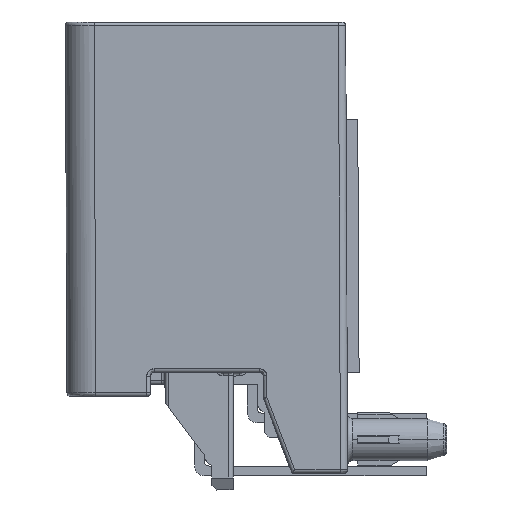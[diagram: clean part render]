
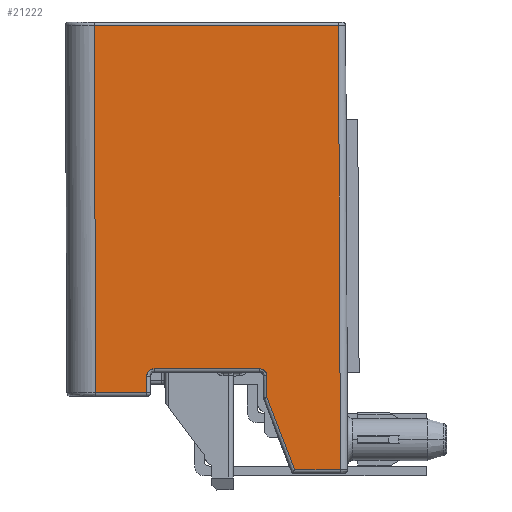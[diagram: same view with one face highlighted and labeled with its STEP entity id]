
A CAD part, left-side view. The second image highlights one B-rep face of the part: STEP entity #21222.
In plain terms, the highlighted planar face has unit normal (-1, 0, -0.004).
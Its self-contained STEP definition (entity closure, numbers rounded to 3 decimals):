
#1075=DIRECTION('',(-0.004,0.004,1.));
#1076=VECTOR('',#1075,18.5);
#1077=CARTESIAN_POINT('',(-11.234,-3.518,
-8.92));
#1078=LINE('',#1077,#1076);
#1079=DIRECTION('',(0.004,-0.359,-0.933));
#1080=VECTOR('',#1079,3.224);
#1081=CARTESIAN_POINT('',(-11.247,-0.453,
-5.911));
#1082=LINE('',#1081,#1080);
#1083=CARTESIAN_POINT('',(-11.252,-0.15,
-4.72));
#1084=CARTESIAN_POINT('',(-11.252,-0.182,
-4.72));
#1085=CARTESIAN_POINT('',(-11.252,-0.244,
-4.73));
#1086=CARTESIAN_POINT('',(-11.252,-0.329,
-4.773));
#1087=CARTESIAN_POINT('',(-11.251,-0.396,
-4.839));
#1088=CARTESIAN_POINT('',(-11.251,-0.44,
-4.925));
#1089=CARTESIAN_POINT('',(-11.251,-0.449,
-4.985));
#1090=CARTESIAN_POINT('',(-11.251,-0.45,
-5.019));
#1092=DIRECTION('',(0.004,-0.004,-1.));
#1093=VECTOR('',#1092,15.3);
#1094=CARTESIAN_POINT('',(-11.314,6.743,9.58));
#1095=LINE('',#1094,#1093);
#3748=DIRECTION('',(0.,1.,0.));
#3749=VECTOR('',#3748,2.13);
#3750=CARTESIAN_POINT('',(-11.248,4.546,
-5.72));
#3751=LINE('',#3750,#3749);
#3771=DIRECTION('',(0.004,0.,-1.));
#3772=VECTOR('',#3771,0.7);
#3773=CARTESIAN_POINT('',(-11.251,4.546,
-5.02));
#3774=LINE('',#3773,#3772);
#3779=CARTESIAN_POINT('',(-11.252,4.246,
-4.72));
#3780=CARTESIAN_POINT('',(-11.252,4.279,
-4.72));
#3781=CARTESIAN_POINT('',(-11.252,4.34,
-4.73));
#3782=CARTESIAN_POINT('',(-11.252,4.426,
-4.773));
#3783=CARTESIAN_POINT('',(-11.251,4.493,
-4.84));
#3784=CARTESIAN_POINT('',(-11.251,4.537,
-4.926));
#3785=CARTESIAN_POINT('',(-11.251,4.546,
-4.987));
#3786=CARTESIAN_POINT('',(-11.251,4.546,
-5.02));
#3802=DIRECTION('',(0.,1.,0.));
#3803=VECTOR('',#3802,4.396);
#3804=CARTESIAN_POINT('',(-11.252,-0.15,
-4.72));
#3805=LINE('',#3804,#3803);
#3820=DIRECTION('',(-0.004,0.003,1.));
#3821=VECTOR('',#3820,0.891);
#3822=CARTESIAN_POINT('',(-11.247,-0.453,
-5.911));
#3823=LINE('',#3822,#3821);
#4074=DIRECTION('',(0.,1.,0.));
#4075=VECTOR('',#4074,1.907);
#4076=CARTESIAN_POINT('',(-11.234,-3.518,
-8.92));
#4077=LINE('',#4076,#4075);
#12319=DIRECTION('',(0.,-1.,0.));
#12320=VECTOR('',#12319,10.18);
#12321=CARTESIAN_POINT('',(-11.314,6.743,
9.58));
#12322=LINE('',#12321,#12320);
#17519=CARTESIAN_POINT('',(-11.234,-3.518,
-8.92));
#17520=CARTESIAN_POINT('',(-11.314,-3.437,
9.58));
#17521=VERTEX_POINT('',#17519);
#17522=VERTEX_POINT('',#17520);
#17523=CARTESIAN_POINT('',(-11.314,6.743,
9.58));
#17524=VERTEX_POINT('',#17523);
#17525=CARTESIAN_POINT('',(-11.248,6.677,
-5.72));
#17526=VERTEX_POINT('',#17525);
#17527=CARTESIAN_POINT('',(-11.248,4.546,
-5.72));
#17528=VERTEX_POINT('',#17527);
#17529=CARTESIAN_POINT('',(-11.251,4.546,
-5.02));
#17530=VERTEX_POINT('',#17529);
#17531=VERTEX_POINT('',#3779);
#17532=CARTESIAN_POINT('',(-11.252,-0.15,
-4.72));
#17533=VERTEX_POINT('',#17532);
#17534=VERTEX_POINT('',#1090);
#17535=CARTESIAN_POINT('',(-11.247,-0.453,
-5.911));
#17536=VERTEX_POINT('',#17535);
#17537=CARTESIAN_POINT('',(-11.234,-1.61,
-8.92));
#17538=VERTEX_POINT('',#17537);
#21194=CARTESIAN_POINT('',(-11.315,2.07,9.731));
#21195=DIRECTION('',(-1.,0.,
-0.004));
#21196=DIRECTION('',(0.004,0.,-1.));
#21197=AXIS2_PLACEMENT_3D('',#21194,#21195,#21196);
#21198=PLANE('',#21197);
#21200=ORIENTED_EDGE('',*,*,#21199,.F.);
#21202=ORIENTED_EDGE('',*,*,#21201,.T.);
#21204=ORIENTED_EDGE('',*,*,#21203,.F.);
#21206=ORIENTED_EDGE('',*,*,#21205,.T.);
#21208=ORIENTED_EDGE('',*,*,#21207,.F.);
#21210=ORIENTED_EDGE('',*,*,#21209,.T.);
#21212=ORIENTED_EDGE('',*,*,#21211,.T.);
#21214=ORIENTED_EDGE('',*,*,#21213,.T.);
#21216=ORIENTED_EDGE('',*,*,#21215,.T.);
#21217=ORIENTED_EDGE('',*,*,#21184,.F.);
#21219=ORIENTED_EDGE('',*,*,#21218,.T.);
#21220=EDGE_LOOP('',(#21200,#21202,#21204,#21206,#21208,#21210,#21212,#21214,
#21216,#21217,#21219));
#21221=FACE_OUTER_BOUND('',#21220,.F.);
#21222=ADVANCED_FACE('',(#21221),#21198,.T.);
#1091=B_SPLINE_CURVE_WITH_KNOTS('',3,(#1083,#1084,#1085,#1086,#1087,#1088,#1089,
#1090),.UNSPECIFIED.,.F.,.F.,(4,1,1,1,1,4),(0.,0.2,0.4,0.6,0.8,1.),
.UNSPECIFIED.);
#3787=B_SPLINE_CURVE_WITH_KNOTS('',3,(#3779,#3780,#3781,#3782,#3783,#3784,#3785,
#3786),.UNSPECIFIED.,.F.,.F.,(4,1,1,1,1,4),(0.,0.2,0.4,0.6,0.8,1.),
.UNSPECIFIED.);
#21184=EDGE_CURVE('',#17524,#17526,#1095,.T.);
#21199=EDGE_CURVE('',#17521,#17522,#1078,.T.);
#21201=EDGE_CURVE('',#17521,#17538,#4077,.T.);
#21203=EDGE_CURVE('',#17536,#17538,#1082,.T.);
#21205=EDGE_CURVE('',#17536,#17534,#3823,.T.);
#21207=EDGE_CURVE('',#17533,#17534,#1091,.T.);
#21209=EDGE_CURVE('',#17533,#17531,#3805,.T.);
#21211=EDGE_CURVE('',#17531,#17530,#3787,.T.);
#21213=EDGE_CURVE('',#17530,#17528,#3774,.T.);
#21215=EDGE_CURVE('',#17528,#17526,#3751,.T.);
#21218=EDGE_CURVE('',#17524,#17522,#12322,.T.);
